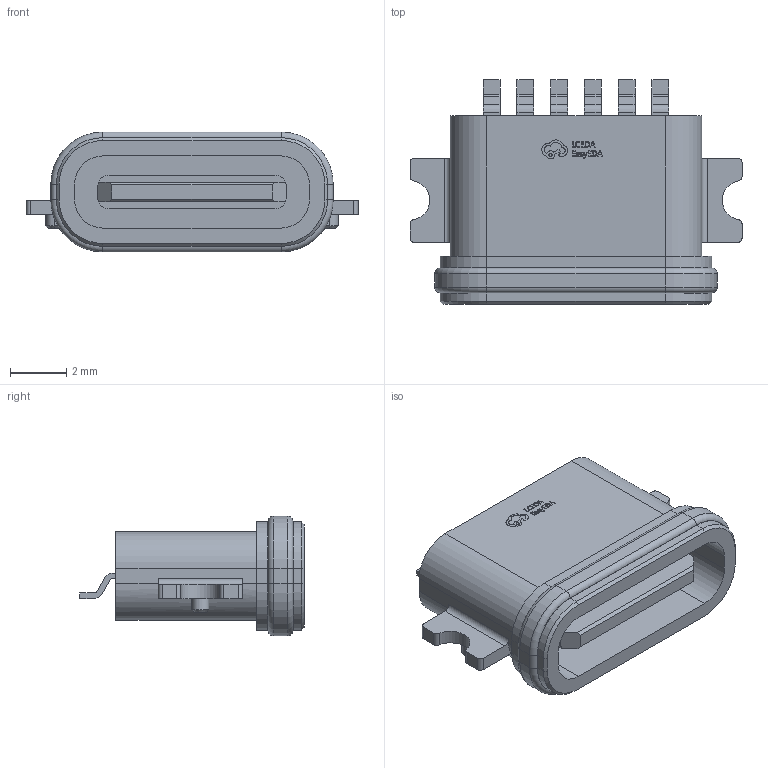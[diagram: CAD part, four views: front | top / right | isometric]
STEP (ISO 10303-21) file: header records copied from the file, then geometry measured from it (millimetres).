
FILE_DESCRIPTION (( 'STEP AP214' ), '1' );
FILE_NAME ('TYPE-C-SMD_GT-USB-7008.step', '2022-07-29T08:48:46', ( '' ), ( '' ), 'SwSTEP 2.0', 'SolidWorks 2020', '' );
FILE_SCHEMA (( 'AUTOMOTIVE_DESIGN' ));
Length unit declared in the file: millimetre
Products named in the file (1): TYPE-C-SMD_GT-USB-7008
Bounding box: 11.8 x 7.99 x 4.26 mm (x, y, z)
Volume: 133.6 mm3; surface area: 572.4 mm2
Topology: 3 solids, 3 shells, 458 faces, 1239 edges, 816 vertices
Faces by surface type: plane 264, bspline 98, cylinder 82, torus 8, cone 6
Entity records: 19943 total; most frequent: CARTESIAN_POINT 3844, ORIENTED_EDGE 2478, DIRECTION 1943, EDGE_CURVE 1239, VECTOR 841, LINE 841, VERTEX_POINT 816, AXIS2_PLACEMENT_3D 551
